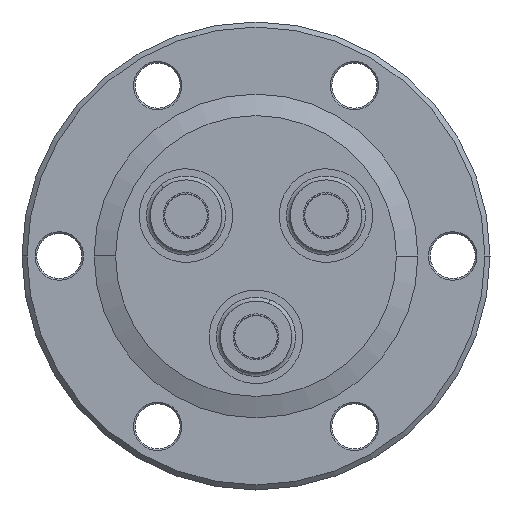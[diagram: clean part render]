
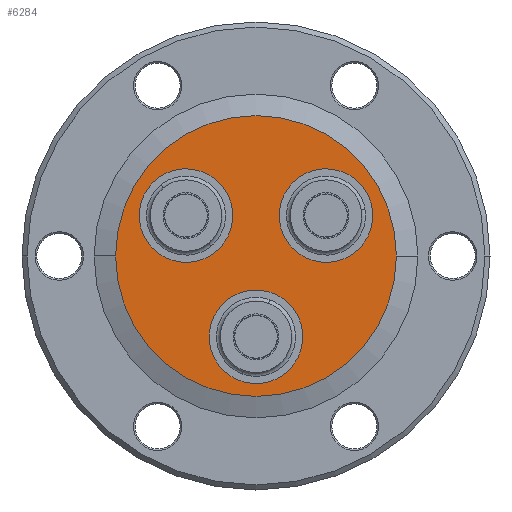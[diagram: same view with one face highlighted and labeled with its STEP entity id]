
A CAD part, front view. The second image highlights one B-rep face of the part: STEP entity #6284.
In plain terms, the highlighted planar face has unit normal (0, -1, 0).
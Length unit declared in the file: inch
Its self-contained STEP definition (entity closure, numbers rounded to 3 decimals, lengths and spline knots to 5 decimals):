
#198 = EDGE_CURVE ( 'NONE', #4801, #1761, #6395, .T. ) ;
#716 = AXIS2_PLACEMENT_3D ( 'NONE', #3840, #3836, #3844 ) ;
#902 = AXIS2_PLACEMENT_3D ( 'NONE', #2838, #2839, #2840 ) ;
#1143 = FACE_BOUND ( 'NONE', #5613, .T. ) ;
#1144 = FACE_BOUND ( 'NONE', #5609, .T. ) ;
#1145 = FACE_BOUND ( 'NONE', #5612, .T. ) ;
#1148 = FACE_OUTER_BOUND ( 'NONE', #5614, .T. ) ;
#1647 = ORIENTED_EDGE ( 'NONE', *, *, #2297, .T. ) ;
#1648 = ORIENTED_EDGE ( 'NONE', *, *, #4166, .T. ) ;
#1681 = VERTEX_POINT ( 'NONE', #6685 ) ;
#1685 = VERTEX_POINT ( 'NONE', #6689 ) ;
#1689 = VERTEX_POINT ( 'NONE', #6693 ) ;
#1742 = VERTEX_POINT ( 'NONE', #6746 ) ;
#1761 = VERTEX_POINT ( 'NONE', #6765 ) ;
#1805 = ORIENTED_EDGE ( 'NONE', *, *, #4131, .T. ) ;
#1806 = ORIENTED_EDGE ( 'NONE', *, *, #4150, .T. ) ;
#1807 = ORIENTED_EDGE ( 'NONE', *, *, #198, .T. ) ;
#1808 = ORIENTED_EDGE ( 'NONE', *, *, #4165, .T. ) ;
#1809 = ORIENTED_EDGE ( 'NONE', *, *, #4322, .T. ) ;
#1810 = ORIENTED_EDGE ( 'NONE', *, *, #4164, .T. ) ;
#2297 = EDGE_CURVE ( 'NONE', #5283, #5278, #4588, .T. ) ;
#2301 = AXIS2_PLACEMENT_3D ( 'NONE', #4049, #4050, #4051 ) ;
#2302 = AXIS2_PLACEMENT_3D ( 'NONE', #4046, #4047, #4048 ) ;
#2303 = AXIS2_PLACEMENT_3D ( 'NONE', #4043, #4044, #4045 ) ;
#2315 = AXIS2_PLACEMENT_3D ( 'NONE', #3979, #3981, #3983 ) ;
#2331 = AXIS2_PLACEMENT_3D ( 'NONE', #4520, #4521, #4522 ) ;
#2358 = AXIS2_PLACEMENT_3D ( 'NONE', #5071, #5072, #5073 ) ;
#2411 = AXIS2_PLACEMENT_3D ( 'NONE', #5343, #5344, #5345 ) ;
#2608 = CARTESIAN_POINT ( 'NONE',  ( 0.21362, -0.449, 0.04639 ) ) ;
#2613 = CARTESIAN_POINT ( 'NONE',  ( 0.6091, -0.449, 0.42861 ) ) ;
#2838 = CARTESIAN_POINT ( 'NONE',  ( 0., -0.449, -0.475 ) ) ;
#2839 = DIRECTION ( 'NONE',  ( 0., 1., 0. ) ) ;
#2840 = DIRECTION ( 'NONE',  ( -0.242, 0., 0.97 ) ) ;
#3063 = CIRCLE ( 'NONE', #902, 0.275 ) ;
#3836 = DIRECTION ( 'NONE',  ( 0., -1., 0. ) ) ;
#3840 = CARTESIAN_POINT ( 'NONE',  ( 0., -0.449, 0.825 ) ) ;
#3842 = PLANE ( 'NONE',  #716 ) ;
#3844 = DIRECTION ( 'NONE',  ( 1., 0., 0. ) ) ;
#3979 = CARTESIAN_POINT ( 'NONE',  ( 0., -0.449, 0. ) ) ;
#3981 = DIRECTION ( 'NONE',  ( 0., -1., 0. ) ) ;
#3983 = DIRECTION ( 'NONE',  ( 1., 0., 0. ) ) ;
#4043 = CARTESIAN_POINT ( 'NONE',  ( 0., -0.449, -0.475 ) ) ;
#4044 = DIRECTION ( 'NONE',  ( 0., 1., 0. ) ) ;
#4045 = DIRECTION ( 'NONE',  ( -0.242, 0., 0.97 ) ) ;
#4046 = CARTESIAN_POINT ( 'NONE',  ( -0.41136, -0.449, 0.2375 ) ) ;
#4047 = DIRECTION ( 'NONE',  ( 0., 1., 0. ) ) ;
#4048 = DIRECTION ( 'NONE',  ( 0.961, 0., -0.275 ) ) ;
#4049 = CARTESIAN_POINT ( 'NONE',  ( 0.41136, -0.449, 0.2375 ) ) ;
#4050 = DIRECTION ( 'NONE',  ( 0., 1., 0. ) ) ;
#4051 = DIRECTION ( 'NONE',  ( -0.719, 0., -0.695 ) ) ;
#4131 = EDGE_CURVE ( 'NONE', #1742, #1685, #4704, .T. ) ;
#4150 = EDGE_CURVE ( 'NONE', #1685, #1742, #4746, .T. ) ;
#4164 = EDGE_CURVE ( 'NONE', #1681, #1689, #4786, .T. ) ;
#4165 = EDGE_CURVE ( 'NONE', #1761, #4801, #4782, .T. ) ;
#4166 = EDGE_CURVE ( 'NONE', #5278, #5283, #4790, .T. ) ;
#4322 = EDGE_CURVE ( 'NONE', #1689, #1681, #3063, .T. ) ;
#4520 = CARTESIAN_POINT ( 'NONE',  ( 0., -0.449, 0. ) ) ;
#4521 = DIRECTION ( 'NONE',  ( 0., -1., 0. ) ) ;
#4522 = DIRECTION ( 'NONE',  ( 1., 0., 0. ) ) ;
#4588 = CIRCLE ( 'NONE', #2358, 0.275 ) ;
#4704 = CIRCLE ( 'NONE', #2331, 0.825 ) ;
#4746 = CIRCLE ( 'NONE', #2315, 0.825 ) ;
#4782 = CIRCLE ( 'NONE', #2302, 0.275 ) ;
#4786 = CIRCLE ( 'NONE', #2303, 0.275 ) ;
#4790 = CIRCLE ( 'NONE', #2301, 0.275 ) ;
#4801 = VERTEX_POINT ( 'NONE', #6976 ) ;
#5071 = CARTESIAN_POINT ( 'NONE',  ( 0.41136, -0.449, 0.2375 ) ) ;
#5072 = DIRECTION ( 'NONE',  ( 0., 1., 0. ) ) ;
#5073 = DIRECTION ( 'NONE',  ( -0.719, 0., -0.695 ) ) ;
#5278 = VERTEX_POINT ( 'NONE', #2608 ) ;
#5283 = VERTEX_POINT ( 'NONE', #2613 ) ;
#5343 = CARTESIAN_POINT ( 'NONE',  ( -0.41136, -0.449, 0.2375 ) ) ;
#5344 = DIRECTION ( 'NONE',  ( 0., 1., 0. ) ) ;
#5345 = DIRECTION ( 'NONE',  ( 0.961, 0., -0.275 ) ) ;
#5609 = EDGE_LOOP ( 'NONE', ( #1810, #1809 ) ) ;
#5612 = EDGE_LOOP ( 'NONE', ( #1648, #1647 ) ) ;
#5613 = EDGE_LOOP ( 'NONE', ( #1808, #1807 ) ) ;
#5614 = EDGE_LOOP ( 'NONE', ( #1806, #1805 ) ) ;
#6284 = ADVANCED_FACE ( 'NONE', ( #1144, #1143, #1148, #1145 ), #3842, .T. ) ;
#6395 = CIRCLE ( 'NONE', #2411, 0.275 ) ;
#6685 = CARTESIAN_POINT ( 'NONE',  ( -0.06663, -0.449, -0.2082 ) ) ;
#6689 = CARTESIAN_POINT ( 'NONE',  ( 0.825, -0.449, 0. ) ) ;
#6693 = CARTESIAN_POINT ( 'NONE',  ( 0.06663, -0.449, -0.7418 ) ) ;
#6746 = CARTESIAN_POINT ( 'NONE',  ( -0.825, -0.449, 0. ) ) ;
#6765 = CARTESIAN_POINT ( 'NONE',  ( -0.14698, -0.449, 0.16181 ) ) ;
#6976 = CARTESIAN_POINT ( 'NONE',  ( -0.67574, -0.449, 0.31319 ) ) ;
